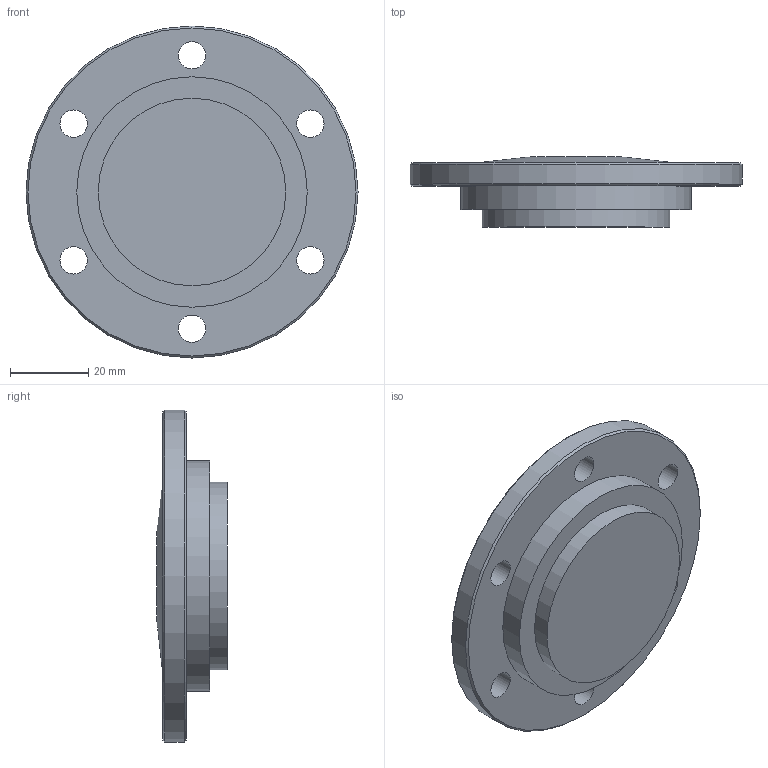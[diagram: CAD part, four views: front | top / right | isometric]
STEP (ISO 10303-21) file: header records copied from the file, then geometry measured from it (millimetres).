
FILE_DESCRIPTION(/* description */ (''),/* implementation_level */ '2;1');
FILE_NAME(/* name */ '31347W.stp',/* time_stamp */ '2018-02-05T10:32:32+01:00',/* author */ ('acgl'),/* organization */ (''),/* preprocessor_version */ 'ST-DEVELOPER v15.6',/* originating_system */ 'Autodesk Inventor 2015',/* authorisation */ '');
FILE_SCHEMA (('AUTOMOTIVE_DESIGN { 1 0 10303 214 3 1 1 }'));
Length unit declared in the file: centimetre
Products named in the file (1): 31347W
Bounding box: 85 x 18 x 85 mm (x, y, z)
Volume: 58695.1 mm3; surface area: 14966.9 mm2
Topology: 1 solids, 1 shells, 21 faces, 40 edges, 26 vertices
Faces by surface type: cylinder 11, plane 7, cone 3
Full cylindrical faces by diameter (mm): 5.5 x1, 7 x6, 10.1 x1, 48 x1, 59 x1, 85 x1
Entity records: 557 total; most frequent: DIRECTION 96, CARTESIAN_POINT 74, EDGE_LOOP 52, ORIENTED_EDGE 52, AXIS2_PLACEMENT_3D 48, FACE_BOUND 31, CIRCLE 26, VERTEX_POINT 26
